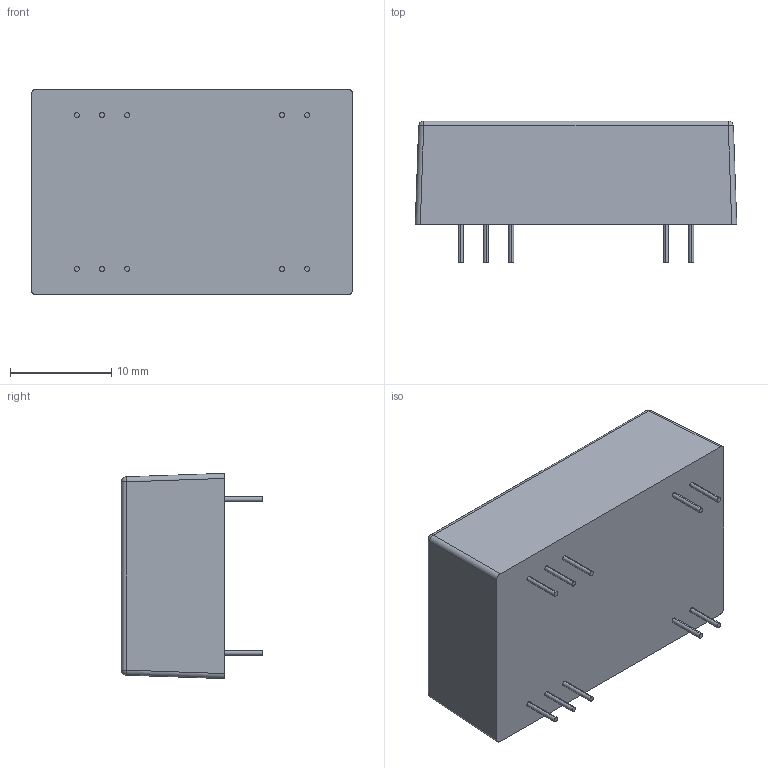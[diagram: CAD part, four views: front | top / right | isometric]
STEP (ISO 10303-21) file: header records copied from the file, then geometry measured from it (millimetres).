
FILE_DESCRIPTION(('STEP AP214'),'1');
FILE_NAME('vawq3-q24-d12h.stp','2016-04-12T08:20:31',('TraceParts'),('TraceParts S.A.'),'Spatial InterOp 3D',' ',' ');
FILE_SCHEMA(('automotive_design'));
Length unit declared in the file: millimetre
Products named in the file (1): 3K VDC PINS
Bounding box: 31.8 x 14 x 20.3 mm (x, y, z)
Volume: 6397.3 mm3; surface area: 2334 mm2
Topology: 1 solids, 1 shells, 48 faces, 100 edges, 60 vertices
Faces by surface type: cylinder 28, plane 16, sphere 4
Entity records: 1665 total; most frequent: DIRECTION 242, CARTESIAN_POINT 217, ORIENTED_EDGE 192, AXIS2_PLACEMENT_3D 101, EDGE_CURVE 96, VERTEX_POINT 60, EDGE_LOOP 58, CIRCLE 52
